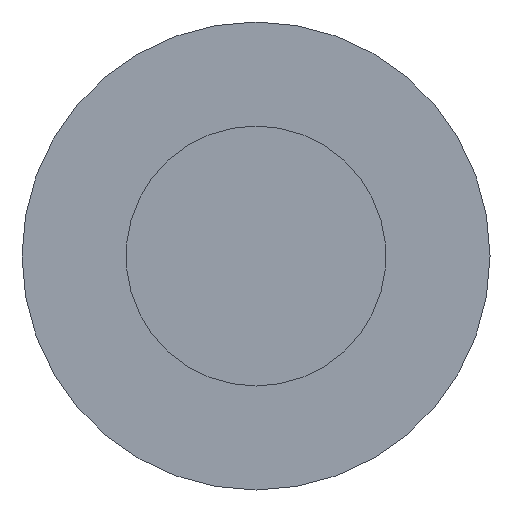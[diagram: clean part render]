
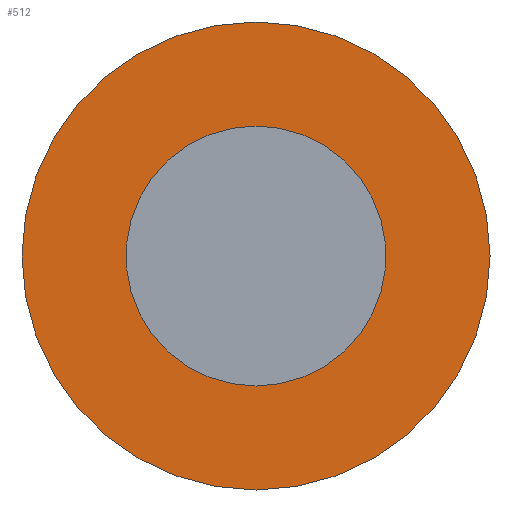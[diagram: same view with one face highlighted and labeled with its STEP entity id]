
A CAD part, front view. The second image highlights one B-rep face of the part: STEP entity #512.
In plain terms, the highlighted planar face has unit normal (0, -1, 0).
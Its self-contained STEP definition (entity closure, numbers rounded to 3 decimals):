
#14 = CIRCLE ( 'NONE', #1158, 4.5 ) ;
#82 = DIRECTION ( 'NONE',  ( 0., 0., -1. ) ) ;
#85 = VERTEX_POINT ( 'NONE', #591 ) ;
#92 = PLANE ( 'NONE',  #985 ) ;
#104 = AXIS2_PLACEMENT_3D ( 'NONE', #311, #343, #330 ) ;
#258 = EDGE_CURVE ( 'NONE', #1118, #85, #931, .T. ) ;
#306 = ORIENTED_EDGE ( 'NONE', *, *, #705, .T. ) ;
#311 = CARTESIAN_POINT ( 'NONE',  ( 0., -1136., 0. ) ) ;
#330 = DIRECTION ( 'NONE',  ( 0., 0., -1. ) ) ;
#343 = DIRECTION ( 'NONE',  ( 0., -1., 0. ) ) ;
#360 = EDGE_CURVE ( 'NONE', #85, #1118, #912, .T. ) ;
#370 = AXIS2_PLACEMENT_3D ( 'NONE', #1030, #995, #82 ) ;
#393 = CARTESIAN_POINT ( 'NONE',  ( 0., -1136., 0. ) ) ;
#436 = VERTEX_POINT ( 'NONE', #471 ) ;
#471 = CARTESIAN_POINT ( 'NONE',  ( 0., -1136., 4.5 ) ) ;
#487 = EDGE_CURVE ( 'NONE', #883, #436, #620, .T. ) ;
#512 = ADVANCED_FACE ( 'NONE', ( #690, #951 ), #92, .T. ) ;
#558 = DIRECTION ( 'NONE',  ( 0., 0., -1. ) ) ;
#568 = DIRECTION ( 'NONE',  ( 0., -1., 0. ) ) ;
#591 = CARTESIAN_POINT ( 'NONE',  ( 0., -1136., 2.5 ) ) ;
#600 = CARTESIAN_POINT ( 'NONE',  ( 0., -1136., -2.5 ) ) ;
#620 = CIRCLE ( 'NONE', #370, 4.5 ) ;
#658 = ORIENTED_EDGE ( 'NONE', *, *, #360, .F. ) ;
#690 = FACE_BOUND ( 'NONE', #1175, .T. ) ;
#705 = EDGE_CURVE ( 'NONE', #436, #883, #14, .T. ) ;
#708 = CARTESIAN_POINT ( 'NONE',  ( 0., -1136., 0. ) ) ;
#715 = DIRECTION ( 'NONE',  ( 0., -1., 0. ) ) ;
#718 = DIRECTION ( 'NONE',  ( 0., 0., -1. ) ) ;
#724 = ORIENTED_EDGE ( 'NONE', *, *, #487, .T. ) ;
#775 = EDGE_LOOP ( 'NONE', ( #306, #724 ) ) ;
#857 = CARTESIAN_POINT ( 'NONE',  ( 0., -1136., -4.5 ) ) ;
#875 = DIRECTION ( 'NONE',  ( 0., 0., -1. ) ) ;
#879 = CARTESIAN_POINT ( 'NONE',  ( 0., -1136., 0. ) ) ;
#883 = VERTEX_POINT ( 'NONE', #857 ) ;
#912 = CIRCLE ( 'NONE', #104, 2.5 ) ;
#917 = AXIS2_PLACEMENT_3D ( 'NONE', #708, #715, #718 ) ;
#931 = CIRCLE ( 'NONE', #917, 2.5 ) ;
#951 = FACE_OUTER_BOUND ( 'NONE', #775, .T. ) ;
#979 = ORIENTED_EDGE ( 'NONE', *, *, #258, .F. ) ;
#985 = AXIS2_PLACEMENT_3D ( 'NONE', #393, #568, #558 ) ;
#995 = DIRECTION ( 'NONE',  ( 0., -1., 0. ) ) ;
#1030 = CARTESIAN_POINT ( 'NONE',  ( 0., -1136., 0. ) ) ;
#1080 = DIRECTION ( 'NONE',  ( 0., -1., 0. ) ) ;
#1118 = VERTEX_POINT ( 'NONE', #600 ) ;
#1158 = AXIS2_PLACEMENT_3D ( 'NONE', #879, #1080, #875 ) ;
#1175 = EDGE_LOOP ( 'NONE', ( #658, #979 ) ) ;
